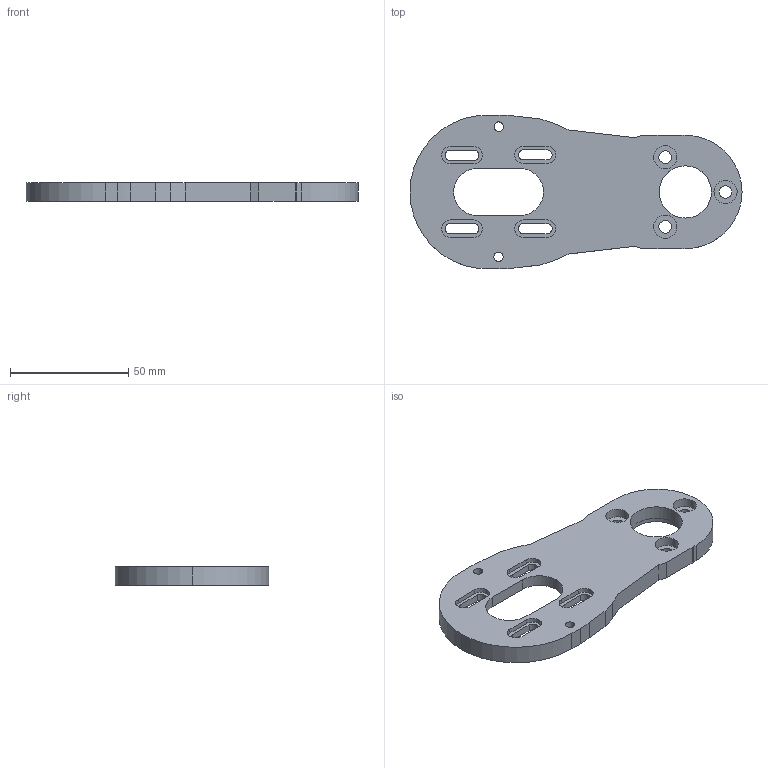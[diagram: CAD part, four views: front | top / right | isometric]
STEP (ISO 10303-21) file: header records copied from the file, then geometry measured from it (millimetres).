
FILE_DESCRIPTION (( 'STEP AP214' ), '1' );
FILE_NAME ('EV_MOUNT_V2.0.STEP', '2018-02-02T10:29:01', ( '' ), ( '' ), 'SwSTEP 2.0', 'SolidWorks 2016', '' );
FILE_SCHEMA (( 'AUTOMOTIVE_DESIGN' ));
Length unit declared in the file: millimetre
Products named in the file (1): EV_MOUNT_V2.0
Bounding box: 140.5 x 64.97 x 8 mm (x, y, z)
Volume: 36172.3 mm3; surface area: 17398.2 mm2
Topology: 1 solids, 1 shells, 106 faces, 285 edges, 190 vertices
Faces by surface type: cylinder 57, plane 49
Entity records: 3441 total; most frequent: DIRECTION 613, CARTESIAN_POINT 582, ORIENTED_EDGE 570, EDGE_CURVE 285, AXIS2_PLACEMENT_3D 221, VERTEX_POINT 190, VECTOR 171, LINE 171
